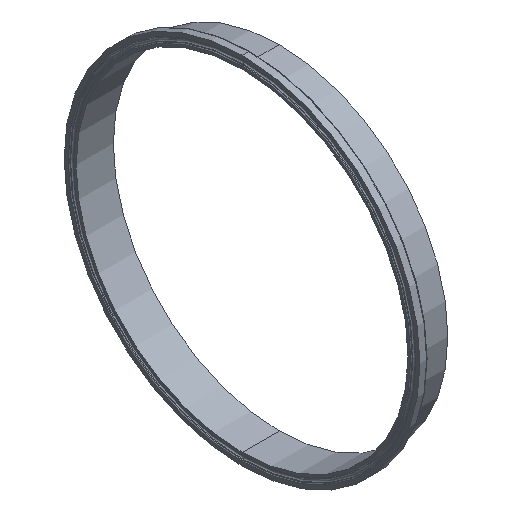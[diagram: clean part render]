
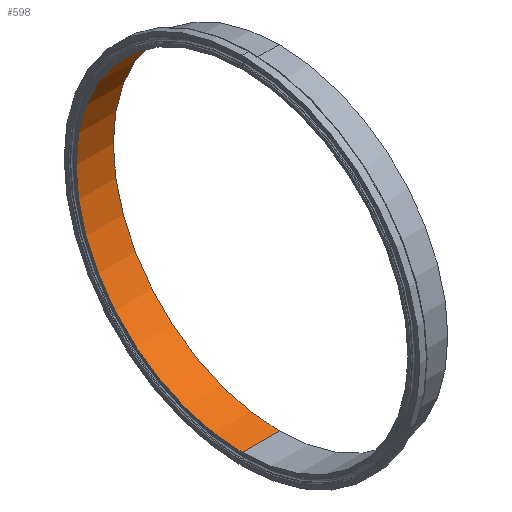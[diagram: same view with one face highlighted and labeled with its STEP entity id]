
A CAD part, isometric view. The second image highlights one B-rep face of the part: STEP entity #598.
In plain terms, the highlighted cylindrical face has radius 125 mm (diameter 250 mm), a partial arc.
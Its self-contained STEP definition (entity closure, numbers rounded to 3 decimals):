
#5 = EDGE_CURVE ( 'NONE', #362, #143, #219, .T. ) ;
#20 = DIRECTION ( 'NONE',  ( 0., 0., 1. ) ) ;
#21 = ORIENTED_EDGE ( 'NONE', *, *, #452, .T. ) ;
#33 = DIRECTION ( 'NONE',  ( -1., 0., 0. ) ) ;
#49 = LINE ( 'NONE', #633, #324 ) ;
#63 = VECTOR ( 'NONE', #33, 1000. ) ;
#80 = CARTESIAN_POINT ( 'NONE',  ( 28., 0., 0. ) ) ;
#86 = EDGE_CURVE ( 'NONE', #525, #605, #49, .T. ) ;
#114 = CARTESIAN_POINT ( 'NONE',  ( 0., 0., 125. ) ) ;
#137 = DIRECTION ( 'NONE',  ( 0., 0., 1. ) ) ;
#143 = VERTEX_POINT ( 'NONE', #114 ) ;
#166 = AXIS2_PLACEMENT_3D ( 'NONE', #80, #457, #137 ) ;
#194 = DIRECTION ( 'NONE',  ( -1., 0., 0. ) ) ;
#219 = LINE ( 'NONE', #677, #63 ) ;
#246 = CARTESIAN_POINT ( 'NONE',  ( 28., 0., -125. ) ) ;
#268 = DIRECTION ( 'NONE',  ( -1., 0., 0. ) ) ;
#275 = ORIENTED_EDGE ( 'NONE', *, *, #549, .F. ) ;
#290 = CARTESIAN_POINT ( 'NONE',  ( 0., 0., 0. ) ) ;
#298 = EDGE_LOOP ( 'NONE', ( #405, #275, #507, #21 ) ) ;
#324 = VECTOR ( 'NONE', #268, 1000. ) ;
#336 = CIRCLE ( 'NONE', #166, 125. ) ;
#343 = DIRECTION ( 'NONE',  ( 0., 0., 1. ) ) ;
#362 = VERTEX_POINT ( 'NONE', #536 ) ;
#405 = ORIENTED_EDGE ( 'NONE', *, *, #86, .F. ) ;
#407 = CARTESIAN_POINT ( 'NONE',  ( 0., 0., -125. ) ) ;
#413 = AXIS2_PLACEMENT_3D ( 'NONE', #513, #194, #20 ) ;
#425 = AXIS2_PLACEMENT_3D ( 'NONE', #290, #654, #343 ) ;
#426 = CIRCLE ( 'NONE', #425, 125. ) ;
#452 = EDGE_CURVE ( 'NONE', #143, #605, #426, .T. ) ;
#457 = DIRECTION ( 'NONE',  ( -1., 0., 0. ) ) ;
#460 = FACE_OUTER_BOUND ( 'NONE', #298, .T. ) ;
#507 = ORIENTED_EDGE ( 'NONE', *, *, #5, .T. ) ;
#513 = CARTESIAN_POINT ( 'NONE',  ( 0., 0., 0. ) ) ;
#525 = VERTEX_POINT ( 'NONE', #246 ) ;
#536 = CARTESIAN_POINT ( 'NONE',  ( 28., 0., 125. ) ) ;
#549 = EDGE_CURVE ( 'NONE', #362, #525, #336, .T. ) ;
#575 = CYLINDRICAL_SURFACE ( 'NONE', #413, 125. ) ;
#598 = ADVANCED_FACE ( 'NONE', ( #460 ), #575, .F. ) ;
#605 = VERTEX_POINT ( 'NONE', #407 ) ;
#633 = CARTESIAN_POINT ( 'NONE',  ( 0., 0., -125. ) ) ;
#654 = DIRECTION ( 'NONE',  ( -1., 0., 0. ) ) ;
#677 = CARTESIAN_POINT ( 'NONE',  ( 0., 0., 125. ) ) ;
